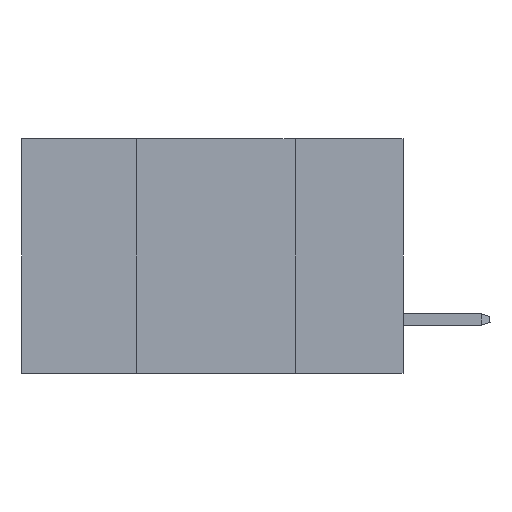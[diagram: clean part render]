
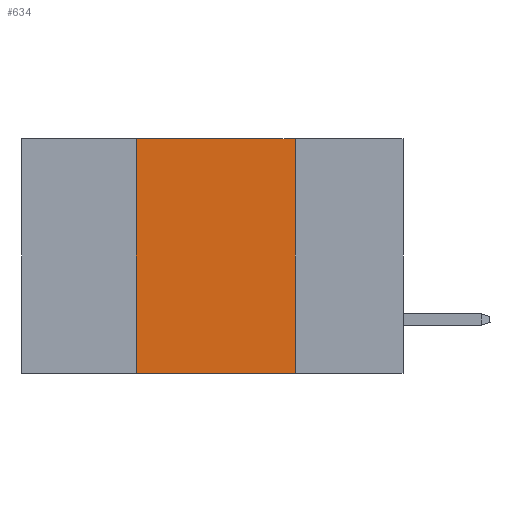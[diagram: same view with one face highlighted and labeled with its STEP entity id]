
A CAD part, left-side view. The second image highlights one B-rep face of the part: STEP entity #634.
In plain terms, the highlighted planar face has unit normal (-1, 0, 0).
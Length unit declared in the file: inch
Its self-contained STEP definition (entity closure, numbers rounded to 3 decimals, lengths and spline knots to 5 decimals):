
#634 = ADVANCED_FACE ( 'NONE', ( #9226 ), #4455, .F. ) ;
#977 = DIRECTION ( 'NONE',  ( 1., 0., 0. ) ) ;
#1163 = EDGE_LOOP ( 'NONE', ( #6642, #8692, #13680, #14731 ) ) ;
#1450 = LINE ( 'NONE', #8068, #8567 ) ;
#2448 = CARTESIAN_POINT ( 'NONE',  ( 0., 0.42, 0. ) ) ;
#2975 = EDGE_CURVE ( 'NONE', #16324, #11699, #1450, .T. ) ;
#3351 = CARTESIAN_POINT ( 'NONE',  ( 0., 0.42, 0. ) ) ;
#3671 = LINE ( 'NONE', #3351, #20472 ) ;
#4455 = PLANE ( 'NONE',  #17838 ) ;
#4569 = EDGE_CURVE ( 'NONE', #16324, #8588, #3671, .T. ) ;
#4691 = CARTESIAN_POINT ( 'NONE',  ( 0., 0.17, -0.37 ) ) ;
#5085 = EDGE_CURVE ( 'NONE', #8588, #8637, #13588, .T. ) ;
#5600 = DIRECTION ( 'NONE',  ( 0., 0., -1. ) ) ;
#6387 = VECTOR ( 'NONE', #5600, 39.37008 ) ;
#6642 = ORIENTED_EDGE ( 'NONE', *, *, #9741, .F. ) ;
#7018 = DIRECTION ( 'NONE',  ( 0., -1., 0. ) ) ;
#8068 = CARTESIAN_POINT ( 'NONE',  ( 0., 0.6, -0.37 ) ) ;
#8567 = VECTOR ( 'NONE', #14645, 39.37008 ) ;
#8588 = VERTEX_POINT ( 'NONE', #2448 ) ;
#8637 = VERTEX_POINT ( 'NONE', #20766 ) ;
#8692 = ORIENTED_EDGE ( 'NONE', *, *, #5085, .F. ) ;
#9226 = FACE_OUTER_BOUND ( 'NONE', #1163, .T. ) ;
#9741 = EDGE_CURVE ( 'NONE', #8637, #11699, #10568, .T. ) ;
#10568 = LINE ( 'NONE', #15423, #6387 ) ;
#10673 = CARTESIAN_POINT ( 'NONE',  ( 0., 0.6, 0. ) ) ;
#11048 = CARTESIAN_POINT ( 'NONE',  ( 0., 0.6, 0. ) ) ;
#11699 = VERTEX_POINT ( 'NONE', #4691 ) ;
#13560 = CARTESIAN_POINT ( 'NONE',  ( 0., 0.42, -0.37 ) ) ;
#13588 = LINE ( 'NONE', #10673, #20842 ) ;
#13680 = ORIENTED_EDGE ( 'NONE', *, *, #4569, .F. ) ;
#14645 = DIRECTION ( 'NONE',  ( 0., -1., 0. ) ) ;
#14731 = ORIENTED_EDGE ( 'NONE', *, *, #2975, .T. ) ;
#15423 = CARTESIAN_POINT ( 'NONE',  ( 0., 0.17, 0. ) ) ;
#16324 = VERTEX_POINT ( 'NONE', #13560 ) ;
#17595 = DIRECTION ( 'NONE',  ( 0., 0., -1. ) ) ;
#17838 = AXIS2_PLACEMENT_3D ( 'NONE', #11048, #977, #17595 ) ;
#18333 = DIRECTION ( 'NONE',  ( 0., 0., 1. ) ) ;
#20472 = VECTOR ( 'NONE', #18333, 39.37008 ) ;
#20766 = CARTESIAN_POINT ( 'NONE',  ( 0., 0.17, 0. ) ) ;
#20842 = VECTOR ( 'NONE', #7018, 39.37008 ) ;
